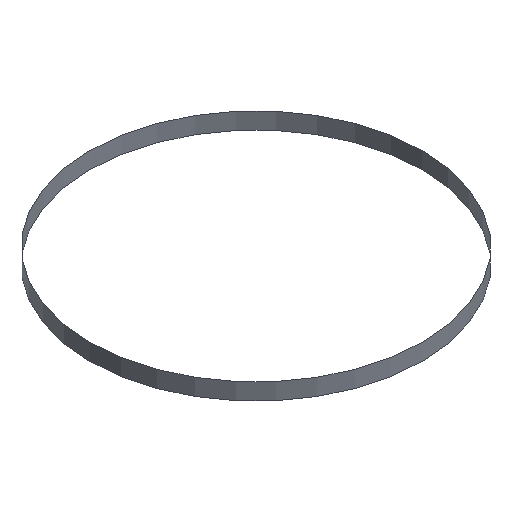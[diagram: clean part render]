
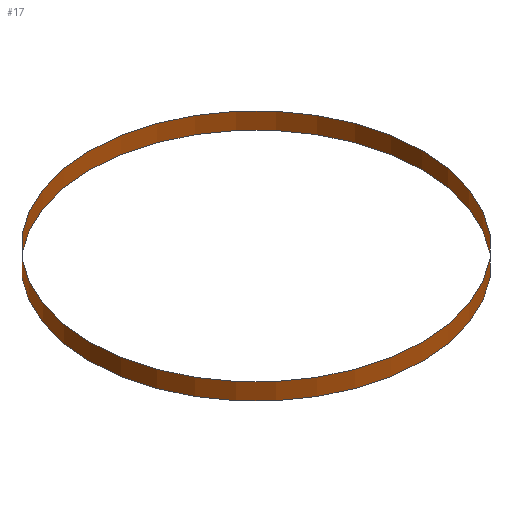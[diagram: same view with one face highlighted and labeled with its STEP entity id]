
A CAD part, isometric view. The second image highlights one B-rep face of the part: STEP entity #17.
In plain terms, the highlighted cylindrical face has radius 1 mm (diameter 2 mm), a full revolution.
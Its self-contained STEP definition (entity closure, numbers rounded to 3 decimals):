
#17 = ADVANCED_FACE('',(#18),#31,.F.);
#18 = FACE_BOUND('',#19,.F.);
#19 = EDGE_LOOP('',(#20,#42,#65,#80));
#20 = ORIENTED_EDGE('',*,*,#21,.F.);
#21 = EDGE_CURVE('',#22,#22,#24,.T.);
#22 = VERTEX_POINT('',#23);
#23 = CARTESIAN_POINT('',(3.7,0.,8.3));
#24 = SURFACE_CURVE('',#25,(#30),.PCURVE_S1.);
#25 = CIRCLE('',#26,1.);
#26 = AXIS2_PLACEMENT_3D('',#27,#28,#29);
#27 = CARTESIAN_POINT('',(4.7,0.,8.3));
#28 = DIRECTION('',(0.,0.,-1.));
#29 = DIRECTION('',(-1.,0.,-0.));
#30 = PCURVE('',#31,#36);
#31 = CYLINDRICAL_SURFACE('',#32,1.);
#32 = AXIS2_PLACEMENT_3D('',#33,#34,#35);
#33 = CARTESIAN_POINT('',(4.7,0.,8.4));
#34 = DIRECTION('',(0.,0.,-1.));
#35 = DIRECTION('',(-1.,0.,-0.));
#36 = DEFINITIONAL_REPRESENTATION('',(#37),#41);
#37 = LINE('',#38,#39);
#38 = CARTESIAN_POINT('',(0.,0.1));
#39 = VECTOR('',#40,1.);
#40 = DIRECTION('',(1.,0.));
#41 = ( GEOMETRIC_REPRESENTATION_CONTEXT(2) 
PARAMETRIC_REPRESENTATION_CONTEXT() REPRESENTATION_CONTEXT('2D SPACE',''
  ) );
#42 = ORIENTED_EDGE('',*,*,#43,.F.);
#43 = EDGE_CURVE('',#44,#22,#46,.T.);
#44 = VERTEX_POINT('',#45);
#45 = CARTESIAN_POINT('',(3.7,0.,8.4));
#46 = SEAM_CURVE('',#47,(#51,#58),.PCURVE_S1.);
#47 = LINE('',#48,#49);
#48 = CARTESIAN_POINT('',(3.7,0.,8.4));
#49 = VECTOR('',#50,1000.);
#50 = DIRECTION('',(0.,0.,-1.));
#51 = PCURVE('',#31,#52);
#52 = DEFINITIONAL_REPRESENTATION('',(#53),#57);
#53 = LINE('',#54,#55);
#54 = CARTESIAN_POINT('',(6.283,-0.));
#55 = VECTOR('',#56,1.);
#56 = DIRECTION('',(0.,1.));
#57 = ( GEOMETRIC_REPRESENTATION_CONTEXT(2) 
PARAMETRIC_REPRESENTATION_CONTEXT() REPRESENTATION_CONTEXT('2D SPACE',''
  ) );
#58 = PCURVE('',#31,#59);
#59 = DEFINITIONAL_REPRESENTATION('',(#60),#64);
#60 = LINE('',#61,#62);
#61 = CARTESIAN_POINT('',(0.,-0.));
#62 = VECTOR('',#63,1.);
#63 = DIRECTION('',(0.,1.));
#64 = ( GEOMETRIC_REPRESENTATION_CONTEXT(2) 
PARAMETRIC_REPRESENTATION_CONTEXT() REPRESENTATION_CONTEXT('2D SPACE',''
  ) );
#65 = ORIENTED_EDGE('',*,*,#66,.T.);
#66 = EDGE_CURVE('',#44,#44,#67,.T.);
#67 = SURFACE_CURVE('',#68,(#73),.PCURVE_S1.);
#68 = CIRCLE('',#69,1.);
#69 = AXIS2_PLACEMENT_3D('',#70,#71,#72);
#70 = CARTESIAN_POINT('',(4.7,0.,8.4));
#71 = DIRECTION('',(0.,0.,-1.));
#72 = DIRECTION('',(-1.,0.,-0.));
#73 = PCURVE('',#31,#74);
#74 = DEFINITIONAL_REPRESENTATION('',(#75),#79);
#75 = LINE('',#76,#77);
#76 = CARTESIAN_POINT('',(0.,0.));
#77 = VECTOR('',#78,1.);
#78 = DIRECTION('',(1.,0.));
#79 = ( GEOMETRIC_REPRESENTATION_CONTEXT(2) 
PARAMETRIC_REPRESENTATION_CONTEXT() REPRESENTATION_CONTEXT('2D SPACE',''
  ) );
#80 = ORIENTED_EDGE('',*,*,#43,.T.);
